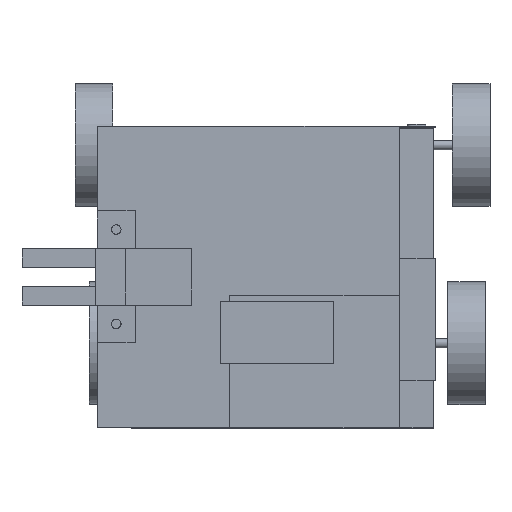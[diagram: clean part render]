
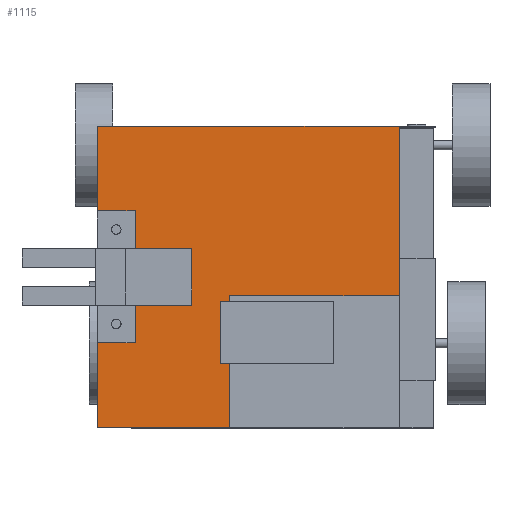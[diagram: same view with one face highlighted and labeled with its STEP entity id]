
A CAD part, top view. The second image highlights one B-rep face of the part: STEP entity #1115.
In plain terms, the highlighted face is planar.
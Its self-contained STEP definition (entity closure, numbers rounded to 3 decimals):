
#1115=ADVANCED_FACE('',(#2070,#2072,#2074),#2076,.F.);
#2070=FACE_BOUND('',#2071,.T.);
#2071=EDGE_LOOP('',(#3075,#3076,#3077,#3078));
#2072=FACE_BOUND('',#2073,.T.);
#2073=EDGE_LOOP('',(#3079));
#2074=FACE_BOUND('',#2075,.T.);
#2075=EDGE_LOOP('',(#3080));
#2076=PLANE('',#2077);
#2077=AXIS2_PLACEMENT_3D('',#2078,#2079,#2080);
#2078=CARTESIAN_POINT('',(0.,0.,0.));
#2079=DIRECTION('',(0.,0.,1.));
#2080=DIRECTION('',(-1.,0.,0.));
#3075=ORIENTED_EDGE('',*,*,#3617,.F.);
#3076=ORIENTED_EDGE('',*,*,#3615,.F.);
#3077=ORIENTED_EDGE('',*,*,#3613,.F.);
#3078=ORIENTED_EDGE('',*,*,#3608,.F.);
#3079=ORIENTED_EDGE('',*,*,#3619,.T.);
#3080=ORIENTED_EDGE('',*,*,#3620,.T.);
#3608=EDGE_CURVE('',#4108,#4109,#4110,.T.);
#3613=EDGE_CURVE('',#4109,#4116,#4117,.T.);
#3615=EDGE_CURVE('',#4116,#4119,#4120,.T.);
#3617=EDGE_CURVE('',#4119,#4108,#4122,.T.);
#3619=EDGE_CURVE('',#4124,#4124,#4125,.T.);
#3620=EDGE_CURVE('',#4126,#4126,#4127,.T.);
#4108=VERTEX_POINT('',#5145);
#4109=VERTEX_POINT('',#5146);
#4110=LINE('',#5147,#5148);
#4116=VERTEX_POINT('',#5163);
#4117=LINE('',#5164,#5165);
#4119=VERTEX_POINT('',#5170);
#4120=LINE('',#5171,#5172);
#4122=LINE('',#5177,#5178);
#4124=VERTEX_POINT('',#5183);
#4125=CIRCLE('',#5184,2.5);
#4126=VERTEX_POINT('',#5188);
#4127=CIRCLE('',#5189,2.5);
#5145=CARTESIAN_POINT('',(-80.,80.,0.));
#5146=CARTESIAN_POINT('',(-80.,-80.,0.));
#5147=CARTESIAN_POINT('',(-80.,80.,0.));
#5148=VECTOR('',#5149,1.);
#5149=DIRECTION('',(0.,-1.,0.));
#5163=CARTESIAN_POINT('',(80.,-80.,0.));
#5164=CARTESIAN_POINT('',(-80.,-80.,0.));
#5165=VECTOR('',#5166,1.);
#5166=DIRECTION('',(1.,0.,0.));
#5170=CARTESIAN_POINT('',(80.,80.,0.));
#5171=CARTESIAN_POINT('',(80.,-80.,0.));
#5172=VECTOR('',#5173,1.);
#5173=DIRECTION('',(0.,1.,0.));
#5177=CARTESIAN_POINT('',(80.,80.,0.));
#5178=VECTOR('',#5179,1.);
#5179=DIRECTION('',(-1.,0.,0.));
#5183=CARTESIAN_POINT('',(-72.5,-25.,0.));
#5184=AXIS2_PLACEMENT_3D('',#5185,#5186,#5187);
#5185=CARTESIAN_POINT('',(-70.,-25.,0.));
#5186=DIRECTION('',(0.,0.,1.));
#5187=DIRECTION('',(-1.,0.,0.));
#5188=CARTESIAN_POINT('',(-72.5,25.,0.));
#5189=AXIS2_PLACEMENT_3D('',#5190,#5191,#5192);
#5190=CARTESIAN_POINT('',(-70.,25.,0.));
#5191=DIRECTION('',(0.,0.,1.));
#5192=DIRECTION('',(-1.,0.,0.));
